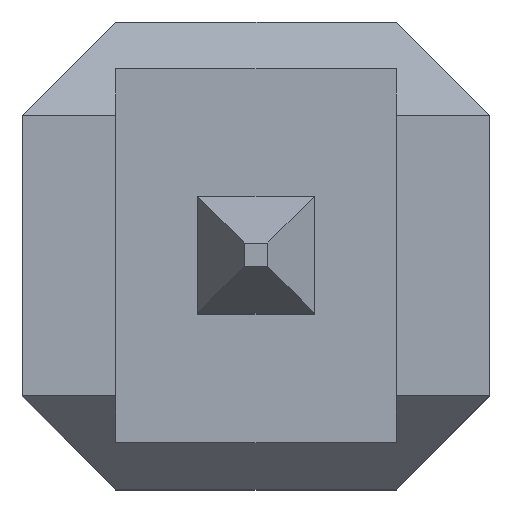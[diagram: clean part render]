
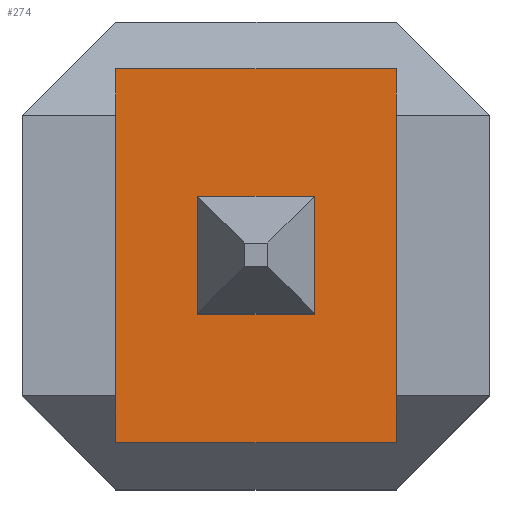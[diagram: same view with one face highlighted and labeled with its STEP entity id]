
A CAD part, top view. The second image highlights one B-rep face of the part: STEP entity #274.
In plain terms, the highlighted planar face has unit normal (0, 0, 1).
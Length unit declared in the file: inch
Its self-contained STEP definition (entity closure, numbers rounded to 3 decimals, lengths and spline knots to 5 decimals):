
#257=FACE_BOUND('',#375,.T.);
#258=FACE_BOUND('',#376,.T.);
#274=ADVANCED_FACE('',(#257,#258),#308,.F.);
#308=PLANE('',#849);
#375=EDGE_LOOP('',(#471,#472,#473,#474));
#376=EDGE_LOOP('',(#475,#476,#477,#478));
#471=ORIENTED_EDGE('',*,*,#641,.T.);
#472=ORIENTED_EDGE('',*,*,#642,.T.);
#473=ORIENTED_EDGE('',*,*,#643,.T.);
#474=ORIENTED_EDGE('',*,*,#644,.T.);
#475=ORIENTED_EDGE('',*,*,#604,.T.);
#476=ORIENTED_EDGE('',*,*,#639,.T.);
#477=ORIENTED_EDGE('',*,*,#610,.T.);
#478=ORIENTED_EDGE('',*,*,#640,.T.);
#555=VERTEX_POINT('',#1027);
#556=VERTEX_POINT('',#1029);
#561=VERTEX_POINT('',#1041);
#562=VERTEX_POINT('',#1042);
#579=VERTEX_POINT('',#1103);
#580=VERTEX_POINT('',#1104);
#581=VERTEX_POINT('',#1106);
#582=VERTEX_POINT('',#1108);
#604=EDGE_CURVE('',#556,#555,#682,.T.);
#610=EDGE_CURVE('',#561,#562,#688,.T.);
#639=EDGE_CURVE('',#555,#561,#717,.T.);
#640=EDGE_CURVE('',#562,#556,#718,.T.);
#641=EDGE_CURVE('',#579,#580,#719,.T.);
#642=EDGE_CURVE('',#580,#581,#720,.T.);
#643=EDGE_CURVE('',#581,#582,#721,.T.);
#644=EDGE_CURVE('',#582,#579,#722,.T.);
#682=LINE('',#1028,#760);
#688=LINE('',#1040,#766);
#717=LINE('',#1098,#795);
#718=LINE('',#1100,#796);
#719=LINE('',#1102,#797);
#720=LINE('',#1105,#798);
#721=LINE('',#1107,#799);
#722=LINE('',#1109,#800);
#760=VECTOR('',#877,1.);
#766=VECTOR('',#885,1.);
#795=VECTOR('',#936,1.);
#796=VECTOR('',#939,1.);
#797=VECTOR('',#942,1.);
#798=VECTOR('',#943,1.);
#799=VECTOR('',#944,1.);
#800=VECTOR('',#945,1.);
#849=AXIS2_PLACEMENT_3D('',#1110,#946,#947);
#877=DIRECTION('',(-1.,0.,0.));
#885=DIRECTION('',(1.,0.,0.));
#936=DIRECTION('',(0.,-1.,0.));
#939=DIRECTION('',(0.,1.,0.));
#942=DIRECTION('',(-1.,0.,0.));
#943=DIRECTION('',(0.,1.,0.));
#944=DIRECTION('',(1.,0.,0.));
#945=DIRECTION('',(0.,-1.,0.));
#946=DIRECTION('',(0.,0.,-1.));
#947=DIRECTION('',(-1.,0.,0.));
#1027=CARTESIAN_POINT('',(-0.03,0.04,0.09));
#1028=CARTESIAN_POINT('',(0.,0.04,0.09));
#1029=CARTESIAN_POINT('',(0.03,0.04,0.09));
#1040=CARTESIAN_POINT('',(0.,-0.04,0.09));
#1041=CARTESIAN_POINT('',(-0.03,-0.04,0.09));
#1042=CARTESIAN_POINT('',(0.03,-0.04,0.09));
#1098=CARTESIAN_POINT('',(-0.03,-0.05,0.09));
#1100=CARTESIAN_POINT('',(0.03,0.05,0.09));
#1102=CARTESIAN_POINT('',(0.,-0.0125,0.09));
#1103=CARTESIAN_POINT('',(0.0125,-0.0125,0.09));
#1104=CARTESIAN_POINT('',(-0.0125,-0.0125,0.09));
#1105=CARTESIAN_POINT('',(-0.0125,0.,0.09));
#1106=CARTESIAN_POINT('',(-0.0125,0.0125,0.09));
#1107=CARTESIAN_POINT('',(0.,0.0125,0.09));
#1108=CARTESIAN_POINT('',(0.0125,0.0125,0.09));
#1109=CARTESIAN_POINT('',(0.0125,0.,0.09));
#1110=CARTESIAN_POINT('',(0.,0.,0.09));
